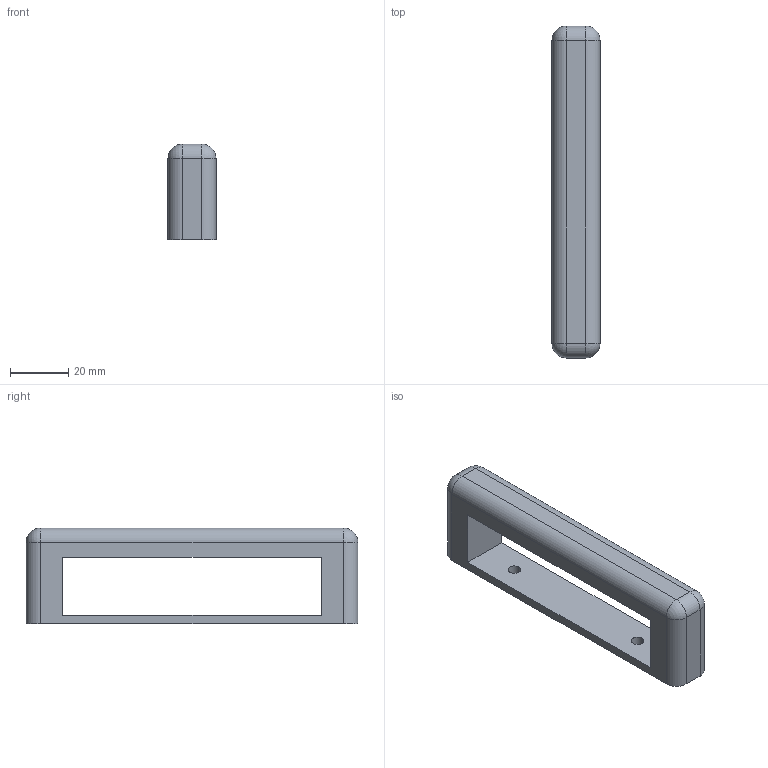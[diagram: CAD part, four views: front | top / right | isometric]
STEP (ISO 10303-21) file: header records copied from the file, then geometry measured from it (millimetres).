
FILE_DESCRIPTION (( 'STEP AP214' ), '1' );
FILE_NAME ('Top Handle.STEP', '2025-09-19T20:22:45', ( '' ), ( '' ), 'SwSTEP 2.0', 'SolidWorks 2025', '' );
FILE_SCHEMA (( 'AUTOMOTIVE_DESIGN' ));
Length unit declared in the file: metre
Products named in the file (1): Top Handle
Bounding box: 16.56 x 114.3 x 33 mm (x, y, z)
Volume: 30901.8 mm3; surface area: 11615.3 mm2
Topology: 1 solids, 1 shells, 26 faces, 64 edges, 36 vertices
Faces by surface type: cylinder 12, plane 10, sphere 4
Entity records: 767 total; most frequent: DIRECTION 138, CARTESIAN_POINT 123, ORIENTED_EDGE 120, EDGE_CURVE 60, AXIS2_PLACEMENT_3D 51, VECTOR 36, VERTEX_POINT 36, LINE 36
